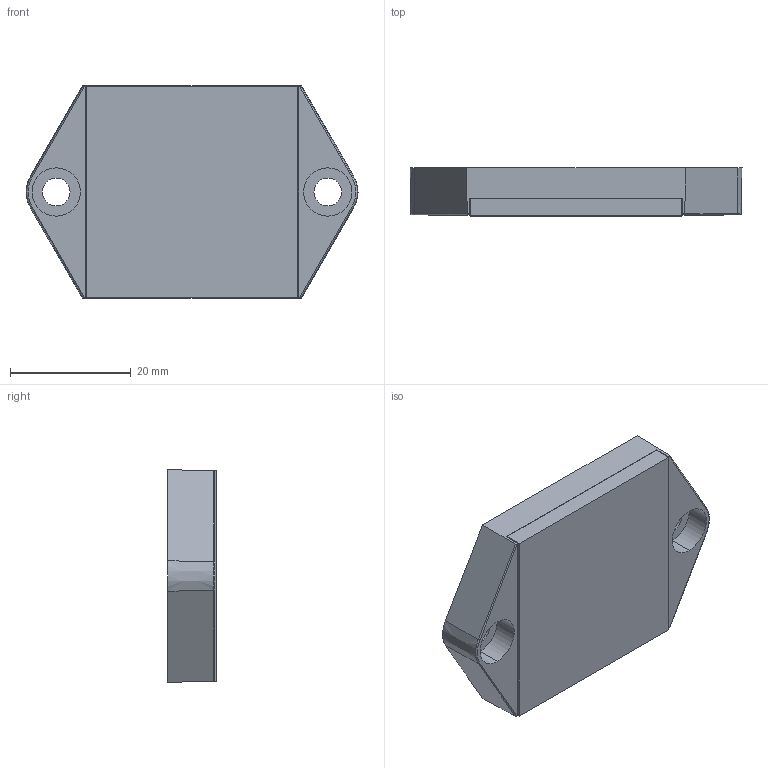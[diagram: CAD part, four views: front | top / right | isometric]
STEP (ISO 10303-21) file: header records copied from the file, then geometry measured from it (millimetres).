
FILE_DESCRIPTION (( 'STEP AP203' ), '1' );
FILE_NAME ('1540250_d.STEP', '2015-09-15T11:13:05', ( '' ), ( '' ), 'SwSTEP 2.0', 'SolidWorks 2014', '' );
FILE_SCHEMA (( 'CONFIG_CONTROL_DESIGN' ));
Length unit declared in the file: millimetre
Products named in the file (3): 15402100d; 14172110_dSLDPRT; 1540250_d
Assembly tree (2 placements, depth 2):
  1540250_d
    15402100d
    14172110_dSLDPRT
Bounding box: 55 x 8 x 35.2 mm (x, y, z)
Volume: 9980.7 mm3; surface area: 8904.9 mm2
Topology: 2 solids, 2 shells, 131 faces, 326 edges, 212 vertices
Faces by surface type: plane 67, cone 48, cylinder 14, torus 2
Entity records: 4223 total; most frequent: CARTESIAN_POINT 722, DIRECTION 692, ORIENTED_EDGE 652, EDGE_CURVE 326, AXIS2_PLACEMENT_3D 246, VERTEX_POINT 212, LINE 200, VECTOR 200
